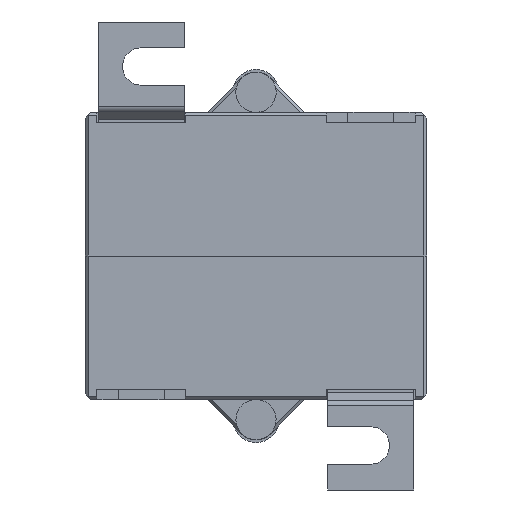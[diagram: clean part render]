
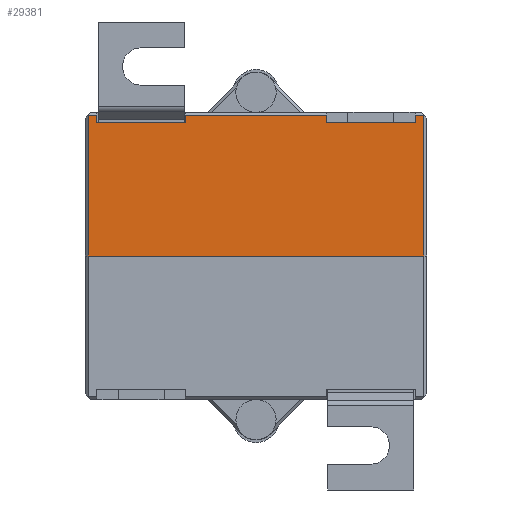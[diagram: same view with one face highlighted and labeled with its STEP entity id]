
A CAD part, front view. The second image highlights one B-rep face of the part: STEP entity #29381.
In plain terms, the highlighted planar face has unit normal (0, -1, 0).
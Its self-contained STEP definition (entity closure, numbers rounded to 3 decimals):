
#817=PLANE('',#31343);
#2244=FACE_OUTER_BOUND('',#3869,.T.);
#3869=EDGE_LOOP('',(#20685,#20686,#20687,#20688,#20689,#20690,#20691,#20692,
#20693,#20694,#20695,#20696));
#6512=LINE('',#40054,#9762);
#6535=LINE('',#40113,#9785);
#6542=LINE('',#40127,#9792);
#6543=LINE('',#40129,#9793);
#6544=LINE('',#40131,#9794);
#6545=LINE('',#40133,#9795);
#6546=LINE('',#40135,#9796);
#6547=LINE('',#40137,#9797);
#6548=LINE('',#40139,#9798);
#6549=LINE('',#40141,#9799);
#6550=LINE('',#40143,#9800);
#6551=LINE('',#40144,#9801);
#9762=VECTOR('',#33310,10.);
#9785=VECTOR('',#33359,10.);
#9792=VECTOR('',#33370,10.);
#9793=VECTOR('',#33371,10.);
#9794=VECTOR('',#33372,10.);
#9795=VECTOR('',#33373,10.);
#9796=VECTOR('',#33374,10.);
#9797=VECTOR('',#33375,10.);
#9798=VECTOR('',#33376,10.);
#9799=VECTOR('',#33377,10.);
#9800=VECTOR('',#33378,10.);
#9801=VECTOR('',#33379,10.);
#12992=VERTEX_POINT('',#39996);
#13020=VERTEX_POINT('',#40052);
#13043=VERTEX_POINT('',#40112);
#13048=VERTEX_POINT('',#40126);
#13049=VERTEX_POINT('',#40128);
#13050=VERTEX_POINT('',#40130);
#13051=VERTEX_POINT('',#40132);
#13052=VERTEX_POINT('',#40134);
#13053=VERTEX_POINT('',#40136);
#13054=VERTEX_POINT('',#40138);
#13055=VERTEX_POINT('',#40140);
#13056=VERTEX_POINT('',#40142);
#16010=EDGE_CURVE('',#13020,#12992,#6512,.T.);
#16039=EDGE_CURVE('',#12992,#13043,#6535,.T.);
#16046=EDGE_CURVE('',#13048,#13020,#6542,.T.);
#16047=EDGE_CURVE('',#13049,#13048,#6543,.T.);
#16048=EDGE_CURVE('',#13049,#13050,#6544,.T.);
#16049=EDGE_CURVE('',#13050,#13051,#6545,.T.);
#16050=EDGE_CURVE('',#13051,#13052,#6546,.T.);
#16051=EDGE_CURVE('',#13053,#13052,#6547,.T.);
#16052=EDGE_CURVE('',#13053,#13054,#6548,.T.);
#16053=EDGE_CURVE('',#13054,#13055,#6549,.T.);
#16054=EDGE_CURVE('',#13055,#13056,#6550,.T.);
#16055=EDGE_CURVE('',#13043,#13056,#6551,.T.);
#20685=ORIENTED_EDGE('',*,*,#16039,.F.);
#20686=ORIENTED_EDGE('',*,*,#16010,.F.);
#20687=ORIENTED_EDGE('',*,*,#16046,.F.);
#20688=ORIENTED_EDGE('',*,*,#16047,.F.);
#20689=ORIENTED_EDGE('',*,*,#16048,.T.);
#20690=ORIENTED_EDGE('',*,*,#16049,.T.);
#20691=ORIENTED_EDGE('',*,*,#16050,.T.);
#20692=ORIENTED_EDGE('',*,*,#16051,.F.);
#20693=ORIENTED_EDGE('',*,*,#16052,.T.);
#20694=ORIENTED_EDGE('',*,*,#16053,.T.);
#20695=ORIENTED_EDGE('',*,*,#16054,.T.);
#20696=ORIENTED_EDGE('',*,*,#16055,.F.);
#29381=ADVANCED_FACE('',(#2244),#817,.T.);
#31343=AXIS2_PLACEMENT_3D('',#40125,#33368,#33369);
#33310=DIRECTION('',(1.,0.,0.));
#33359=DIRECTION('',(0.,0.,-1.));
#33368=DIRECTION('center_axis',(0.,-1.,0.));
#33369=DIRECTION('ref_axis',(1.,0.,0.));
#33370=DIRECTION('',(0.,0.,1.));
#33371=DIRECTION('',(-1.,0.,0.));
#33372=DIRECTION('',(0.,0.,1.));
#33373=DIRECTION('',(1.,0.,0.));
#33374=DIRECTION('',(0.,0.,-1.));
#33375=DIRECTION('',(-1.,0.,0.));
#33376=DIRECTION('',(0.,0.,1.));
#33377=DIRECTION('',(1.,0.,0.));
#33378=DIRECTION('',(0.,0.,-1.));
#33379=DIRECTION('',(-1.,0.,0.));
#39996=CARTESIAN_POINT('',(29.25,0.,25.));
#40052=CARTESIAN_POINT('',(-29.25,0.,25.));
#40054=CARTESIAN_POINT('',(-29.75,0.,25.));
#40112=CARTESIAN_POINT('',(29.25,0.,0.5));
#40113=CARTESIAN_POINT('',(29.25,0.,0.));
#40125=CARTESIAN_POINT('Origin',(-29.75,0.,0.));
#40126=CARTESIAN_POINT('',(-29.25,0.,0.5));
#40127=CARTESIAN_POINT('',(-29.25,0.,0.));
#40128=CARTESIAN_POINT('',(-27.7,0.,0.5));
#40129=CARTESIAN_POINT('',(-14.875,0.,0.5));
#40130=CARTESIAN_POINT('',(-27.7,0.,1.8));
#40131=CARTESIAN_POINT('',(-27.7,0.,0.));
#40132=CARTESIAN_POINT('',(-12.3,0.,1.8));
#40133=CARTESIAN_POINT('',(-24.875,0.,1.8));
#40134=CARTESIAN_POINT('',(-12.3,0.,0.5));
#40135=CARTESIAN_POINT('',(-12.3,0.,0.));
#40136=CARTESIAN_POINT('',(12.3,0.,0.5));
#40137=CARTESIAN_POINT('',(-14.875,0.,0.5));
#40138=CARTESIAN_POINT('',(12.3,0.,1.8));
#40139=CARTESIAN_POINT('',(12.3,0.,0.));
#40140=CARTESIAN_POINT('',(27.7,0.,1.8));
#40141=CARTESIAN_POINT('',(-4.875,0.,1.8));
#40142=CARTESIAN_POINT('',(27.7,0.,0.5));
#40143=CARTESIAN_POINT('',(27.7,0.,0.));
#40144=CARTESIAN_POINT('',(-14.875,0.,0.5));
